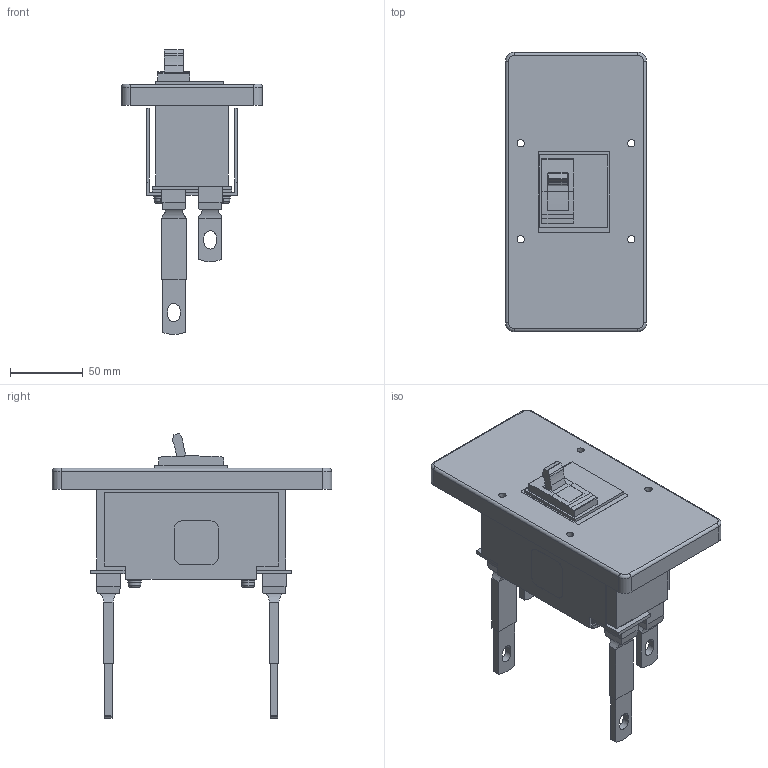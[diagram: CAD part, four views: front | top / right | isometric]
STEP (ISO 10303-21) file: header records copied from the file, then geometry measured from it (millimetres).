
FILE_DESCRIPTION(('CoCreate Modeling STEP Export'),'2;1');
FILE_NAME('Ｓ１２５ＳＦ２Ｐ.stp','2012-03-23T15:28:25',(''),(''),'CoCreate Modeling STEP processor for AP214 (Solid Model)','CoCreate Modeling 17.0 01-Apr-2010 (C) Parametric Technology GmbH','');
FILE_SCHEMA(('AUTOMOTIVE_DESIGN { 1 0 10303 214 1 1 1 1 }'));
Length unit declared in the file: millimetre
Products named in the file (7): p5; p2; p6.3; p3; p1; p4; Ｓ１２５ＳＦ２Ｐ
Assembly tree (9 placements, depth 2):
  Ｓ１２５ＳＦ２Ｐ
    p6.3  x4
    p4
    p1
    p3
    p2
    p5
Bounding box: 97 x 192 x 195.77 mm (x, y, z)
Volume: 732389.1 mm3; surface area: 159503.5 mm2
Topology: 9 solids, 9 shells, 342 faces, 852 edges, 552 vertices
Faces by surface type: plane 185, cylinder 133, torus 12, cone 8, extrusion 4
Entity records: 11352 total; most frequent: CARTESIAN_POINT 3373, ORIENTED_EDGE 1512, DIRECTION 1373, EDGE_CURVE 756, VECTOR 513, LINE 509, VERTEX_POINT 492, AXIS2_PLACEMENT_3D 430
